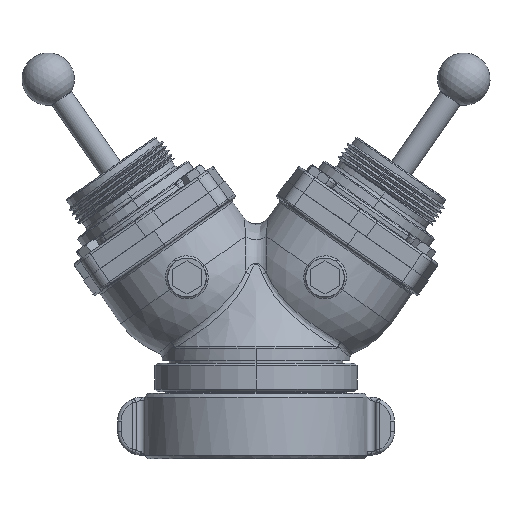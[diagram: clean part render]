
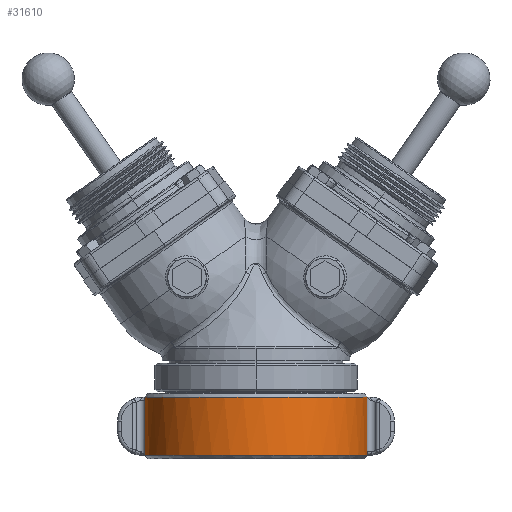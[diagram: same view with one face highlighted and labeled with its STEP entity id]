
A CAD part, front view. The second image highlights one B-rep face of the part: STEP entity #31610.
In plain terms, the highlighted cylindrical face has radius 74.612 mm (diameter 149.225 mm), a partial arc.
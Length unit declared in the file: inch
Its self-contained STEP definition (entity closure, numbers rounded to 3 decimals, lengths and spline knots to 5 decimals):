
#29346=DIRECTION('',(0.,0.,-1.));
#29347=VECTOR('',#29346,1.427);
#29348=CARTESIAN_POINT('',(-2.91548,-0.35845,
-3.24603));
#29349=LINE('',#29348,#29347);
#29350=CARTESIAN_POINT('',(0.00007,-0.00004,
-3.15303));
#29351=DIRECTION('',(0.,0.,1.));
#29352=DIRECTION('',(-0.998,-0.068,0.));
#29353=AXIS2_PLACEMENT_3D('',#29350,#29351,#29352);
#29355=DIRECTION('',(0.,0.,-1.));
#29356=VECTOR('',#29355,1.427);
#29357=CARTESIAN_POINT('',(2.91563,-0.35845,
-3.15303));
#29358=LINE('',#29357,#29356);
#29359=CARTESIAN_POINT('',(0.00007,-0.00004,
-4.67303));
#29360=DIRECTION('',(0.,0.,-1.));
#29361=DIRECTION('',(0.998,-0.068,0.));
#29362=AXIS2_PLACEMENT_3D('',#29359,#29360,#29361);
#29892=CARTESIAN_POINT('',(-2.91548,-0.35845,
-4.67303));
#29908=CARTESIAN_POINT('',(-2.93065,-0.19942,
-3.15303));
#29909=CARTESIAN_POINT('',(-2.93014,-0.20692,
-3.15303));
#29910=CARTESIAN_POINT('',(-2.92912,-0.2211,
-3.1543));
#29911=CARTESIAN_POINT('',(-2.92763,-0.23993,
-3.15859));
#29912=CARTESIAN_POINT('',(-2.92623,-0.25643,
-3.16427));
#29913=CARTESIAN_POINT('',(-2.92491,-0.27106,
-3.17077));
#29914=CARTESIAN_POINT('',(-2.92367,-0.2841,
-3.17772));
#29915=CARTESIAN_POINT('',(-2.92252,-0.29562,
-3.18474));
#29916=CARTESIAN_POINT('',(-2.92148,-0.3058,
-3.19161));
#29917=CARTESIAN_POINT('',(-2.92051,-0.31486,
-3.19826));
#29918=CARTESIAN_POINT('',(-2.91962,-0.32298,
-3.20465));
#29919=CARTESIAN_POINT('',(-2.9188,-0.33033,
-3.21079));
#29920=CARTESIAN_POINT('',(-2.91803,-0.33704,
-3.21673));
#29921=CARTESIAN_POINT('',(-2.91731,-0.34325,
-3.22261));
#29922=CARTESIAN_POINT('',(-2.91665,-0.3488,
-3.22834));
#29923=CARTESIAN_POINT('',(-2.91608,-0.35353,
-3.23392));
#29924=CARTESIAN_POINT('',(-2.91562,-0.35734,
-3.23981));
#29925=CARTESIAN_POINT('',(-2.91548,-0.35845,
-3.24392));
#29926=CARTESIAN_POINT('',(-2.91548,-0.35845,
-3.24603));
#31002=CARTESIAN_POINT('',(2.9308,-0.19942,
-4.67303));
#31003=CARTESIAN_POINT('',(2.93025,-0.20747,
-4.67303));
#31004=CARTESIAN_POINT('',(2.92915,-0.22263,
-4.67157));
#31005=CARTESIAN_POINT('',(2.92757,-0.24252,
-4.66674));
#31006=CARTESIAN_POINT('',(2.92608,-0.25979,
-4.66045));
#31007=CARTESIAN_POINT('',(2.92469,-0.27499,
-4.65333));
#31008=CARTESIAN_POINT('',(2.92339,-0.28841,
-4.64583));
#31009=CARTESIAN_POINT('',(2.92221,-0.30013,
-4.63837));
#31010=CARTESIAN_POINT('',(2.92113,-0.31043,
-4.63112));
#31011=CARTESIAN_POINT('',(2.92015,-0.31954,
-4.62418));
#31012=CARTESIAN_POINT('',(2.91925,-0.32769,
-4.61753));
#31013=CARTESIAN_POINT('',(2.91841,-0.33506,
-4.61113));
#31014=CARTESIAN_POINT('',(2.91763,-0.3418,
-4.60487));
#31015=CARTESIAN_POINT('',(2.91691,-0.34789,
-4.59871));
#31016=CARTESIAN_POINT('',(2.91629,-0.35301,
-4.59284));
#31017=CARTESIAN_POINT('',(2.91578,-0.35721,
-4.5866));
#31018=CARTESIAN_POINT('',(2.91563,-0.35845,
-4.58226));
#31019=CARTESIAN_POINT('',(2.91563,-0.35845,
-4.58003));
#31476=CARTESIAN_POINT('',(2.91563,-0.35845,
-4.58003));
#31478=VERTEX_POINT('',#31476);
#31480=CARTESIAN_POINT('',(2.9308,-0.19942,
-4.67303));
#31482=VERTEX_POINT('',#31480);
#31484=CARTESIAN_POINT('',(2.91563,-0.35845,
-3.15303));
#31485=VERTEX_POINT('',#31484);
#31515=VERTEX_POINT('',#29908);
#31516=VERTEX_POINT('',#29926);
#31555=VERTEX_POINT('',#29892);
#31591=CARTESIAN_POINT('',(0.00007,-0.00004,
-2.96703));
#31592=DIRECTION('',(0.,0.,-1.));
#31593=DIRECTION('',(-1.,0.,0.));
#31594=AXIS2_PLACEMENT_3D('',#31591,#31592,#31593);
#31595=CYLINDRICAL_SURFACE('',#31594,2.9375);
#31597=ORIENTED_EDGE('',*,*,#31596,.F.);
#31599=ORIENTED_EDGE('',*,*,#31598,.F.);
#31601=ORIENTED_EDGE('',*,*,#31600,.T.);
#31603=ORIENTED_EDGE('',*,*,#31602,.T.);
#31605=ORIENTED_EDGE('',*,*,#31604,.F.);
#31607=ORIENTED_EDGE('',*,*,#31606,.T.);
#31608=EDGE_LOOP('',(#31597,#31599,#31601,#31603,#31605,#31607));
#31609=FACE_OUTER_BOUND('',#31608,.F.);
#29354=CIRCLE('',#29353,2.9375);
#29363=CIRCLE('',#29362,2.9375);
#29927=B_SPLINE_CURVE_WITH_KNOTS('',3,(#29908,#29909,#29910,#29911,#29912,
#29913,#29914,#29915,#29916,#29917,#29918,#29919,#29920,#29921,#29922,#29923,
#29924,#29925,#29926),.UNSPECIFIED.,.F.,.F.,(4,1,1,1,1,1,1,1,1,1,1,1,1,1,1,1,4),
(0.,0.0625,0.125,0.1875,0.25,0.3125,0.375,0.4375,0.5,0.5625,
0.625,0.6875,0.75,0.8125,0.875,0.9375,1.),.UNSPECIFIED.);
#31020=B_SPLINE_CURVE_WITH_KNOTS('',3,(#31002,#31003,#31004,#31005,#31006,
#31007,#31008,#31009,#31010,#31011,#31012,#31013,#31014,#31015,#31016,#31017,
#31018,#31019),.UNSPECIFIED.,.F.,.F.,(4,1,1,1,1,1,1,1,1,1,1,1,1,1,1,4),(0.,
0.06667,0.13333,0.2,0.26667,0.33333,
0.4,0.46667,0.53333,0.6,0.66667,
0.73333,0.8,0.86667,0.93333,1.),
.UNSPECIFIED.);
#31596=EDGE_CURVE('',#31516,#31555,#29349,.T.);
#31598=EDGE_CURVE('',#31515,#31516,#29927,.T.);
#31600=EDGE_CURVE('',#31515,#31485,#29354,.T.);
#31602=EDGE_CURVE('',#31485,#31478,#29358,.T.);
#31604=EDGE_CURVE('',#31482,#31478,#31020,.T.);
#31606=EDGE_CURVE('',#31482,#31555,#29363,.T.);
#31610=ADVANCED_FACE('',(#31609),#31595,.T.);
